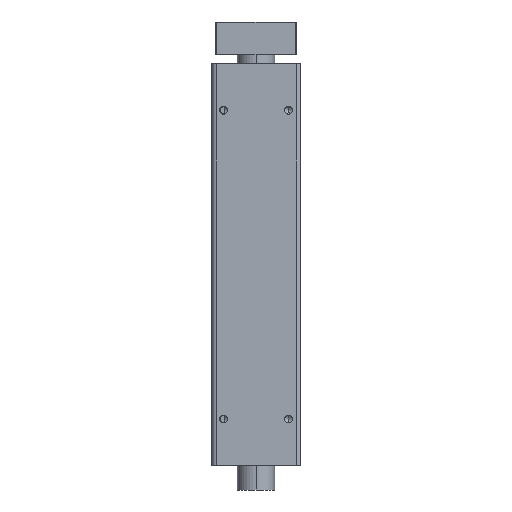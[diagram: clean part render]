
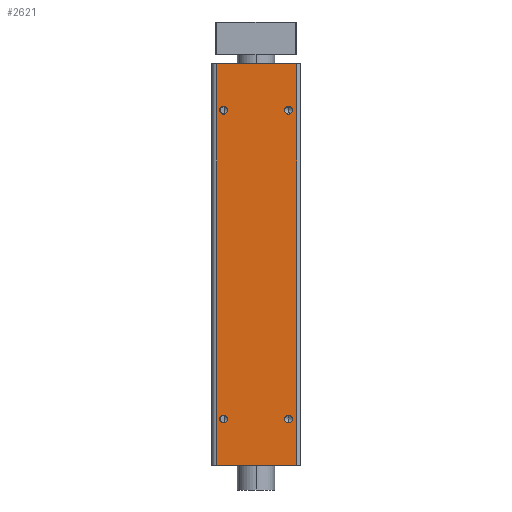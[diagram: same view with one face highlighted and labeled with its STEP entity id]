
A CAD part, left-side view. The second image highlights one B-rep face of the part: STEP entity #2621.
In plain terms, the highlighted planar face has unit normal (-1, 0, 0).
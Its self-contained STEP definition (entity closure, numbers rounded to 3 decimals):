
#1506 = EDGE_CURVE ( 'NONE', #1589, #1507, #4728, .T. ) ;
#1507 = VERTEX_POINT ( 'NONE', #4723 ) ;
#1557 = VERTEX_POINT ( 'NONE', #4876 ) ;
#1559 = EDGE_CURVE ( 'NONE', #1557, #1560, #4875, .T. ) ;
#1560 = VERTEX_POINT ( 'NONE', #4870 ) ;
#1589 = VERTEX_POINT ( 'NONE', #4941 ) ;
#1602 = VERTEX_POINT ( 'NONE', #4973 ) ;
#1604 = VERTEX_POINT ( 'NONE', #4972 ) ;
#1610 = EDGE_CURVE ( 'NONE', #1602, #1604, #4950, .T. ) ;
#1632 = EDGE_CURVE ( 'NONE', #1648, #1668, #5018, .T. ) ;
#1648 = VERTEX_POINT ( 'NONE', #5064 ) ;
#1668 = VERTEX_POINT ( 'NONE', #5084 ) ;
#2558 = VERTEX_POINT ( 'NONE', #6618 ) ;
#2561 = EDGE_CURVE ( 'NONE', #2558, #2563, #6616, .T. ) ;
#2563 = VERTEX_POINT ( 'NONE', #6612 ) ;
#2596 = ORIENTED_EDGE ( 'NONE', *, *, #2597, .F. ) ;
#2597 = EDGE_CURVE ( 'NONE', #1604, #1602, #6688, .T. ) ;
#2598 = ORIENTED_EDGE ( 'NONE', *, *, #1610, .F. ) ;
#2602 = ORIENTED_EDGE ( 'NONE', *, *, #2615, .F. ) ;
#2603 = EDGE_LOOP ( 'NONE', ( #2604, #2606 ) ) ;
#2604 = ORIENTED_EDGE ( 'NONE', *, *, #2605, .F. ) ;
#2605 = EDGE_CURVE ( 'NONE', #1668, #1648, #6678, .T. ) ;
#2606 = ORIENTED_EDGE ( 'NONE', *, *, #1632, .F. ) ;
#2607 = EDGE_LOOP ( 'NONE', ( #2671, #2673, #2668, #2670 ) ) ;
#2608 = VERTEX_POINT ( 'NONE', #6673 ) ;
#2615 = EDGE_CURVE ( 'NONE', #1507, #1589, #6724, .T. ) ;
#2616 = ORIENTED_EDGE ( 'NONE', *, *, #1506, .F. ) ;
#2617 = EDGE_LOOP ( 'NONE', ( #2596, #2598 ) ) ;
#2621 = ADVANCED_FACE ( 'NONE', ( #6714, #6713, #6712, #6711, #6710 ), #6709, .T. ) ;
#2622 = EDGE_LOOP ( 'NONE', ( #2628, #2630 ) ) ;
#2628 = ORIENTED_EDGE ( 'NONE', *, *, #2629, .F. ) ;
#2629 = EDGE_CURVE ( 'NONE', #1560, #1557, #6756, .T. ) ;
#2630 = ORIENTED_EDGE ( 'NONE', *, *, #1559, .F. ) ;
#2631 = EDGE_LOOP ( 'NONE', ( #2602, #2616 ) ) ;
#2668 = ORIENTED_EDGE ( 'NONE', *, *, #2669, .T. ) ;
#2669 = EDGE_CURVE ( 'NONE', #2675, #2558, #6798, .T. ) ;
#2670 = ORIENTED_EDGE ( 'NONE', *, *, #2561, .T. ) ;
#2671 = ORIENTED_EDGE ( 'NONE', *, *, #2672, .F. ) ;
#2672 = EDGE_CURVE ( 'NONE', #2608, #2563, #6794, .T. ) ;
#2673 = ORIENTED_EDGE ( 'NONE', *, *, #2674, .F. ) ;
#2674 = EDGE_CURVE ( 'NONE', #2675, #2608, #6790, .T. ) ;
#2675 = VERTEX_POINT ( 'NONE', #6786 ) ;
#4723 = CARTESIAN_POINT ( 'NONE',  ( -46., 33., -18.35 ) ) ;
#4724 = DIRECTION ( 'NONE',  ( 0., 0., 1. ) ) ;
#4725 = DIRECTION ( 'NONE',  ( -1., 0., 0. ) ) ;
#4726 = CARTESIAN_POINT ( 'NONE',  ( -46., 33., -20. ) ) ;
#4727 = AXIS2_PLACEMENT_3D ( 'NONE', #4726, #4725, #4724 ) ;
#4728 = CIRCLE ( 'NONE', #4727, 1.65 ) ;
#4870 = CARTESIAN_POINT ( 'NONE',  ( -46., 33., -151.35 ) ) ;
#4871 = DIRECTION ( 'NONE',  ( 0., 0., 1. ) ) ;
#4872 = DIRECTION ( 'NONE',  ( -1., 0., 0. ) ) ;
#4873 = CARTESIAN_POINT ( 'NONE',  ( -46., 33., -153. ) ) ;
#4874 = AXIS2_PLACEMENT_3D ( 'NONE', #4873, #4872, #4871 ) ;
#4875 = CIRCLE ( 'NONE', #4874, 1.65 ) ;
#4876 = CARTESIAN_POINT ( 'NONE',  ( -46., 33., -154.65 ) ) ;
#4941 = CARTESIAN_POINT ( 'NONE',  ( -46., 33., -21.65 ) ) ;
#4947 = DIRECTION ( 'NONE',  ( 0., 0., 1. ) ) ;
#4948 = DIRECTION ( 'NONE',  ( -1., 0., 0. ) ) ;
#4949 = AXIS2_PLACEMENT_3D ( 'NONE', #4956, #4948, #4947 ) ;
#4950 = CIRCLE ( 'NONE', #4949, 1.65 ) ;
#4956 = CARTESIAN_POINT ( 'NONE',  ( -46., 5., -20. ) ) ;
#4972 = CARTESIAN_POINT ( 'NONE',  ( -46., 5., -18.35 ) ) ;
#4973 = CARTESIAN_POINT ( 'NONE',  ( -46., 5., -21.65 ) ) ;
#5014 = DIRECTION ( 'NONE',  ( 0., 0., 1. ) ) ;
#5015 = DIRECTION ( 'NONE',  ( -1., 0., 0. ) ) ;
#5016 = CARTESIAN_POINT ( 'NONE',  ( -46., 5., -153. ) ) ;
#5017 = AXIS2_PLACEMENT_3D ( 'NONE', #5016, #5015, #5014 ) ;
#5018 = CIRCLE ( 'NONE', #5017, 1.65 ) ;
#5064 = CARTESIAN_POINT ( 'NONE',  ( -46., 5., -154.65 ) ) ;
#5084 = CARTESIAN_POINT ( 'NONE',  ( -46., 5., -151.35 ) ) ;
#6612 = CARTESIAN_POINT ( 'NONE',  ( -46., 1.5, 0. ) ) ;
#6613 = DIRECTION ( 'NONE',  ( 0., 0., 1. ) ) ;
#6614 = VECTOR ( 'NONE', #6613, 1000. ) ;
#6615 = CARTESIAN_POINT ( 'NONE',  ( -46., 1.5, -173. ) ) ;
#6616 = LINE ( 'NONE', #6615, #6614 ) ;
#6618 = CARTESIAN_POINT ( 'NONE',  ( -46., 1.5, -173. ) ) ;
#6673 = CARTESIAN_POINT ( 'NONE',  ( -46., 36., 0. ) ) ;
#6674 = DIRECTION ( 'NONE',  ( 0., 0., 1. ) ) ;
#6675 = DIRECTION ( 'NONE',  ( -1., 0., 0. ) ) ;
#6676 = CARTESIAN_POINT ( 'NONE',  ( -46., 5., -153. ) ) ;
#6677 = AXIS2_PLACEMENT_3D ( 'NONE', #6676, #6675, #6674 ) ;
#6678 = CIRCLE ( 'NONE', #6677, 1.65 ) ;
#6684 = DIRECTION ( 'NONE',  ( 0., 0., 1. ) ) ;
#6685 = DIRECTION ( 'NONE',  ( -1., 0., 0. ) ) ;
#6686 = CARTESIAN_POINT ( 'NONE',  ( -46., 5., -20. ) ) ;
#6687 = AXIS2_PLACEMENT_3D ( 'NONE', #6686, #6685, #6684 ) ;
#6688 = CIRCLE ( 'NONE', #6687, 1.65 ) ;
#6705 = DIRECTION ( 'NONE',  ( 0., 0., 1. ) ) ;
#6706 = DIRECTION ( 'NONE',  ( -1., 0., 0. ) ) ;
#6707 = CARTESIAN_POINT ( 'NONE',  ( -46., 36., -173. ) ) ;
#6708 = AXIS2_PLACEMENT_3D ( 'NONE', #6707, #6706, #6705 ) ;
#6709 = PLANE ( 'NONE',  #6708 ) ;
#6710 = FACE_OUTER_BOUND ( 'NONE', #2607, .T. ) ;
#6711 = FACE_BOUND ( 'NONE', #2603, .T. ) ;
#6712 = FACE_BOUND ( 'NONE', #2617, .T. ) ;
#6713 = FACE_BOUND ( 'NONE', #2631, .T. ) ;
#6714 = FACE_BOUND ( 'NONE', #2622, .T. ) ;
#6720 = DIRECTION ( 'NONE',  ( 0., 0., 1. ) ) ;
#6721 = DIRECTION ( 'NONE',  ( -1., 0., 0. ) ) ;
#6722 = CARTESIAN_POINT ( 'NONE',  ( -46., 33., -20. ) ) ;
#6723 = AXIS2_PLACEMENT_3D ( 'NONE', #6722, #6721, #6720 ) ;
#6724 = CIRCLE ( 'NONE', #6723, 1.65 ) ;
#6752 = DIRECTION ( 'NONE',  ( 0., 0., 1. ) ) ;
#6753 = DIRECTION ( 'NONE',  ( -1., 0., 0. ) ) ;
#6754 = CARTESIAN_POINT ( 'NONE',  ( -46., 33., -153. ) ) ;
#6755 = AXIS2_PLACEMENT_3D ( 'NONE', #6754, #6753, #6752 ) ;
#6756 = CIRCLE ( 'NONE', #6755, 1.65 ) ;
#6786 = CARTESIAN_POINT ( 'NONE',  ( -46., 36., -173. ) ) ;
#6787 = DIRECTION ( 'NONE',  ( 0., 0., 1. ) ) ;
#6788 = VECTOR ( 'NONE', #6787, 1000. ) ;
#6789 = CARTESIAN_POINT ( 'NONE',  ( -46., 36., -173. ) ) ;
#6790 = LINE ( 'NONE', #6789, #6788 ) ;
#6791 = DIRECTION ( 'NONE',  ( 0., -1., 0. ) ) ;
#6792 = VECTOR ( 'NONE', #6791, 1000. ) ;
#6793 = CARTESIAN_POINT ( 'NONE',  ( -46., 36., 0. ) ) ;
#6794 = LINE ( 'NONE', #6793, #6792 ) ;
#6795 = DIRECTION ( 'NONE',  ( 0., -1., 0. ) ) ;
#6796 = VECTOR ( 'NONE', #6795, 1000. ) ;
#6797 = CARTESIAN_POINT ( 'NONE',  ( -46., 36., -173. ) ) ;
#6798 = LINE ( 'NONE', #6797, #6796 ) ;
